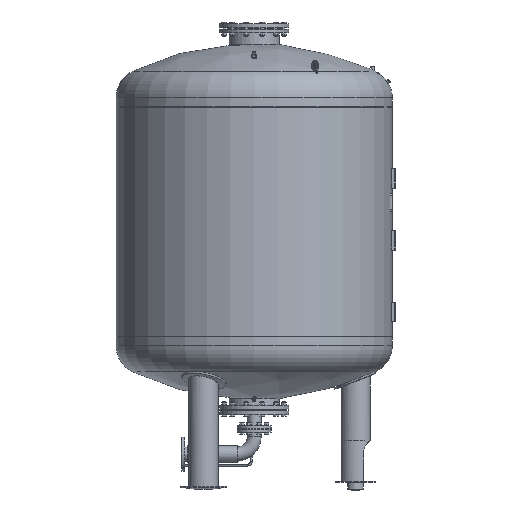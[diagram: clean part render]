
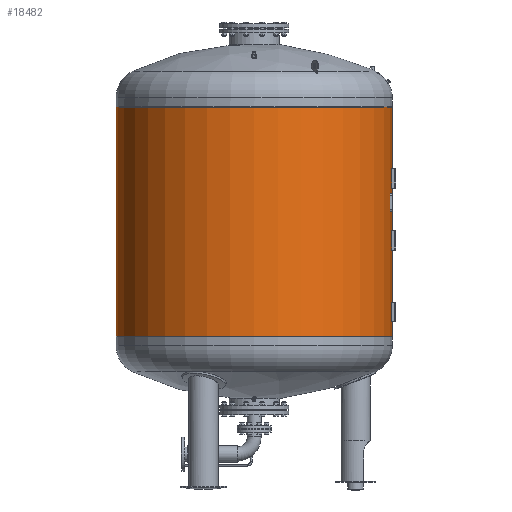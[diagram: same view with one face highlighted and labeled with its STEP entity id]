
A CAD part, left-side view. The second image highlights one B-rep face of the part: STEP entity #18482.
In plain terms, the highlighted cylindrical face has radius 750 mm (diameter 1500 mm), a full revolution.
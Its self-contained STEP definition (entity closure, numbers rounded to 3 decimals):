
#3927=CYLINDRICAL_SURFACE($,#20134,750.);
#4298=FACE_BOUND($,#6689,.T.);
#5243=FACE_OUTER_BOUND($,#6688,.T.);
#6688=EDGE_LOOP($,(#15393));
#6689=EDGE_LOOP($,(#15394));
#7658=CIRCLE($,#20127,750.);
#7661=CIRCLE($,#20133,750.);
#9050=VERTEX_POINT($,#30526);
#9053=VERTEX_POINT($,#30535);
#11273=EDGE_CURVE($,#9050,#9050,#7658,.T.);
#11276=EDGE_CURVE($,#9053,#9053,#7661,.T.);
#15393=ORIENTED_EDGE($,*,*,#11273,.T.);
#15394=ORIENTED_EDGE($,*,*,#11276,.F.);
#18482=ADVANCED_FACE($,(#5243,#4298),#3927,.T.);
#20127=AXIS2_PLACEMENT_3D($,#30527,#24307,#24308);
#20133=AXIS2_PLACEMENT_3D($,#30536,#24319,#24320);
#20134=AXIS2_PLACEMENT_3D($,#30537,#24321,#24322);
#24307=DIRECTION('center_axis',(0.,0.,1.));
#24308=DIRECTION('ref_axis',(1.,0.,0.));
#24319=DIRECTION('center_axis',(0.,0.,1.));
#24320=DIRECTION('ref_axis',(1.,0.,0.));
#24321=DIRECTION('center_axis',(0.,0.,1.));
#24322=DIRECTION('ref_axis',(1.,0.,0.));
#30526=CARTESIAN_POINT('',(750.,0.,836.));
#30527=CARTESIAN_POINT('Origin',(0.,0.,836.));
#30535=CARTESIAN_POINT('',(750.,0.,2080.));
#30536=CARTESIAN_POINT('Origin',(0.,0.,2080.));
#30537=CARTESIAN_POINT('Origin',(0.,0.,1769.));
